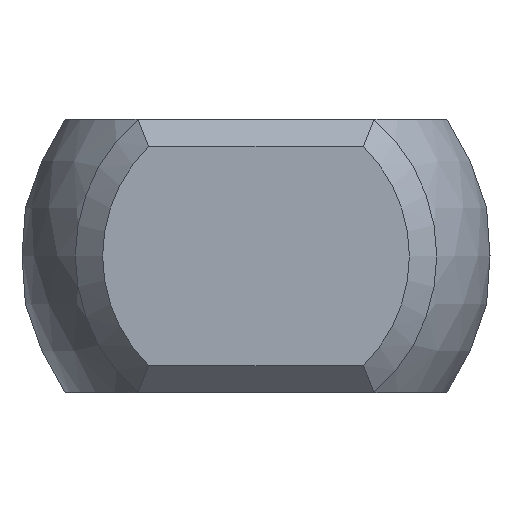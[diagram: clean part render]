
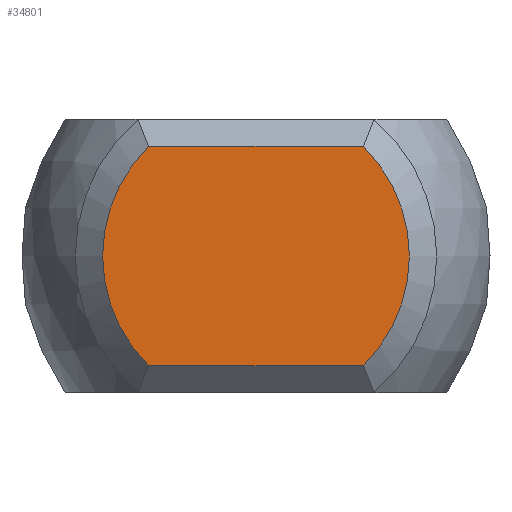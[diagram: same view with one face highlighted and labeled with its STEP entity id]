
A CAD part, left-side view. The second image highlights one B-rep face of the part: STEP entity #34801.
In plain terms, the highlighted planar face has unit normal (-1, 0, 0).
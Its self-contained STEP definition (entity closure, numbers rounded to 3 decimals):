
#33518 = PLANE('',#33519);
#33519 = AXIS2_PLACEMENT_3D('',#33520,#33521,#33522);
#33520 = CARTESIAN_POINT('',(-27.875,3.125,2.25));
#33521 = DIRECTION('',(0.707,0.,-0.707));
#33522 = DIRECTION('',(-0.707,0.,-0.707));
#34437 = EDGE_CURVE('',#34438,#34440,#34442,.T.);
#34438 = VERTEX_POINT('',#34439);
#34439 = CARTESIAN_POINT('',(-28.125,-1.96,-2.));
#34440 = VERTEX_POINT('',#34441);
#34441 = CARTESIAN_POINT('',(-28.125,-1.96,2.));
#34442 = SURFACE_CURVE('',#34443,(#34448,#34460),.PCURVE_S1.);
#34443 = CIRCLE('',#34444,2.8);
#34444 = AXIS2_PLACEMENT_3D('',#34445,#34446,#34447);
#34445 = CARTESIAN_POINT('',(-28.125,0.,0.));
#34446 = DIRECTION('',(-1.,0.,0.));
#34447 = DIRECTION('',(0.,-1.,0.));
#34448 = PCURVE('',#34449,#34454);
#34449 = CONICAL_SURFACE('',#34450,3.05,0.785);
#34450 = AXIS2_PLACEMENT_3D('',#34451,#34452,#34453);
#34451 = CARTESIAN_POINT('',(-27.875,0.,0.));
#34452 = DIRECTION('',(1.,0.,0.));
#34453 = DIRECTION('',(0.,-1.,0.));
#34454 = DEFINITIONAL_REPRESENTATION('',(#34455),#34459);
#34455 = LINE('',#34456,#34457);
#34456 = CARTESIAN_POINT('',(6.283,-0.25));
#34457 = VECTOR('',#34458,1.);
#34458 = DIRECTION('',(-1.,0.));
#34459 = ( GEOMETRIC_REPRESENTATION_CONTEXT(2) 
PARAMETRIC_REPRESENTATION_CONTEXT() REPRESENTATION_CONTEXT('2D SPACE',''
  ) );
#34460 = PCURVE('',#34461,#34466);
#34461 = PLANE('',#34462);
#34462 = AXIS2_PLACEMENT_3D('',#34463,#34464,#34465);
#34463 = CARTESIAN_POINT('',(-28.125,0.,0.));
#34464 = DIRECTION('',(1.,0.,0.));
#34465 = DIRECTION('',(0.,0.,-1.));
#34466 = DEFINITIONAL_REPRESENTATION('',(#34467),#34475);
#34467 = ( BOUNDED_CURVE() B_SPLINE_CURVE(2,(#34468,#34469,#34470,#34471
    ,#34472,#34473,#34474),.UNSPECIFIED.,.T.,.F.) 
B_SPLINE_CURVE_WITH_KNOTS((1,2,2,2,2,1),(-2.094,0.,
    2.094,4.189,6.283,8.378),
.UNSPECIFIED.) CURVE() GEOMETRIC_REPRESENTATION_ITEM() 
RATIONAL_B_SPLINE_CURVE((1.,0.5,1.,0.5,1.,0.5,1.)) REPRESENTATION_ITEM(
  '') );
#34468 = CARTESIAN_POINT('',(0.,-2.8));
#34469 = CARTESIAN_POINT('',(-4.85,-2.8));
#34470 = CARTESIAN_POINT('',(-2.425,1.4));
#34471 = CARTESIAN_POINT('',(0.,5.6));
#34472 = CARTESIAN_POINT('',(2.425,1.4));
#34473 = CARTESIAN_POINT('',(4.85,-2.8));
#34474 = CARTESIAN_POINT('',(0.,-2.8));
#34475 = ( GEOMETRIC_REPRESENTATION_CONTEXT(2) 
PARAMETRIC_REPRESENTATION_CONTEXT() REPRESENTATION_CONTEXT('2D SPACE',''
  ) );
#34493 = PLANE('',#34494);
#34494 = AXIS2_PLACEMENT_3D('',#34495,#34496,#34497);
#34495 = CARTESIAN_POINT('',(-27.875,-3.125,-2.25));
#34496 = DIRECTION('',(0.707,0.,0.707)
  );
#34497 = DIRECTION('',(0.707,0.,-0.707));
#34553 = EDGE_CURVE('',#34440,#34554,#34556,.T.);
#34554 = VERTEX_POINT('',#34555);
#34555 = CARTESIAN_POINT('',(-28.125,1.96,2.));
#34556 = SURFACE_CURVE('',#34557,(#34561,#34568),.PCURVE_S1.);
#34557 = LINE('',#34558,#34559);
#34558 = CARTESIAN_POINT('',(-28.125,3.125,2.));
#34559 = VECTOR('',#34560,1.);
#34560 = DIRECTION('',(0.,1.,0.));
#34561 = PCURVE('',#33518,#34562);
#34562 = DEFINITIONAL_REPRESENTATION('',(#34563),#34567);
#34563 = LINE('',#34564,#34565);
#34564 = CARTESIAN_POINT('',(0.354,0.));
#34565 = VECTOR('',#34566,1.);
#34566 = DIRECTION('',(0.,1.));
#34567 = ( GEOMETRIC_REPRESENTATION_CONTEXT(2) 
PARAMETRIC_REPRESENTATION_CONTEXT() REPRESENTATION_CONTEXT('2D SPACE',''
  ) );
#34568 = PCURVE('',#34461,#34569);
#34569 = DEFINITIONAL_REPRESENTATION('',(#34570),#34574);
#34570 = LINE('',#34571,#34572);
#34571 = CARTESIAN_POINT('',(-2.,3.125));
#34572 = VECTOR('',#34573,1.);
#34573 = DIRECTION('',(0.,1.));
#34574 = ( GEOMETRIC_REPRESENTATION_CONTEXT(2) 
PARAMETRIC_REPRESENTATION_CONTEXT() REPRESENTATION_CONTEXT('2D SPACE',''
  ) );
#34594 = CONICAL_SURFACE('',#34595,3.05,0.785);
#34595 = AXIS2_PLACEMENT_3D('',#34596,#34597,#34598);
#34596 = CARTESIAN_POINT('',(-27.875,0.,0.));
#34597 = DIRECTION('',(1.,0.,0.));
#34598 = DIRECTION('',(-0.,1.,0.));
#34608 = EDGE_CURVE('',#34554,#34609,#34611,.T.);
#34609 = VERTEX_POINT('',#34610);
#34610 = CARTESIAN_POINT('',(-28.125,1.96,-2.));
#34611 = SURFACE_CURVE('',#34612,(#34617,#34624),.PCURVE_S1.);
#34612 = CIRCLE('',#34613,2.8);
#34613 = AXIS2_PLACEMENT_3D('',#34614,#34615,#34616);
#34614 = CARTESIAN_POINT('',(-28.125,0.,0.));
#34615 = DIRECTION('',(-1.,0.,0.));
#34616 = DIRECTION('',(0.,1.,0.));
#34617 = PCURVE('',#34594,#34618);
#34618 = DEFINITIONAL_REPRESENTATION('',(#34619),#34623);
#34619 = LINE('',#34620,#34621);
#34620 = CARTESIAN_POINT('',(6.283,-0.25));
#34621 = VECTOR('',#34622,1.);
#34622 = DIRECTION('',(-1.,0.));
#34623 = ( GEOMETRIC_REPRESENTATION_CONTEXT(2) 
PARAMETRIC_REPRESENTATION_CONTEXT() REPRESENTATION_CONTEXT('2D SPACE',''
  ) );
#34624 = PCURVE('',#34461,#34625);
#34625 = DEFINITIONAL_REPRESENTATION('',(#34626),#34634);
#34626 = ( BOUNDED_CURVE() B_SPLINE_CURVE(2,(#34627,#34628,#34629,#34630
    ,#34631,#34632,#34633),.UNSPECIFIED.,.T.,.F.) 
B_SPLINE_CURVE_WITH_KNOTS((1,2,2,2,2,1),(-2.094,0.,
    2.094,4.189,6.283,8.378),
.UNSPECIFIED.) CURVE() GEOMETRIC_REPRESENTATION_ITEM() 
RATIONAL_B_SPLINE_CURVE((1.,0.5,1.,0.5,1.,0.5,1.)) REPRESENTATION_ITEM(
  '') );
#34627 = CARTESIAN_POINT('',(0.,2.8));
#34628 = CARTESIAN_POINT('',(4.85,2.8));
#34629 = CARTESIAN_POINT('',(2.425,-1.4));
#34630 = CARTESIAN_POINT('',(0.,-5.6));
#34631 = CARTESIAN_POINT('',(-2.425,-1.4));
#34632 = CARTESIAN_POINT('',(-4.85,2.8));
#34633 = CARTESIAN_POINT('',(0.,2.8));
#34634 = ( GEOMETRIC_REPRESENTATION_CONTEXT(2) 
PARAMETRIC_REPRESENTATION_CONTEXT() REPRESENTATION_CONTEXT('2D SPACE',''
  ) );
#34708 = EDGE_CURVE('',#34609,#34438,#34709,.T.);
#34709 = SURFACE_CURVE('',#34710,(#34714,#34721),.PCURVE_S1.);
#34710 = LINE('',#34711,#34712);
#34711 = CARTESIAN_POINT('',(-28.125,-3.125,-2.));
#34712 = VECTOR('',#34713,1.);
#34713 = DIRECTION('',(0.,-1.,0.));
#34714 = PCURVE('',#34493,#34715);
#34715 = DEFINITIONAL_REPRESENTATION('',(#34716),#34720);
#34716 = LINE('',#34717,#34718);
#34717 = CARTESIAN_POINT('',(-0.354,0.));
#34718 = VECTOR('',#34719,1.);
#34719 = DIRECTION('',(0.,-1.));
#34720 = ( GEOMETRIC_REPRESENTATION_CONTEXT(2) 
PARAMETRIC_REPRESENTATION_CONTEXT() REPRESENTATION_CONTEXT('2D SPACE',''
  ) );
#34721 = PCURVE('',#34461,#34722);
#34722 = DEFINITIONAL_REPRESENTATION('',(#34723),#34727);
#34723 = LINE('',#34724,#34725);
#34724 = CARTESIAN_POINT('',(2.,-3.125));
#34725 = VECTOR('',#34726,1.);
#34726 = DIRECTION('',(0.,-1.));
#34727 = ( GEOMETRIC_REPRESENTATION_CONTEXT(2) 
PARAMETRIC_REPRESENTATION_CONTEXT() REPRESENTATION_CONTEXT('2D SPACE',''
  ) );
#34801 = ADVANCED_FACE('',(#34802),#34461,.F.);
#34802 = FACE_BOUND('',#34803,.T.);
#34803 = EDGE_LOOP('',(#34804,#34805,#34806,#34807));
#34804 = ORIENTED_EDGE('',*,*,#34437,.T.);
#34805 = ORIENTED_EDGE('',*,*,#34553,.T.);
#34806 = ORIENTED_EDGE('',*,*,#34608,.T.);
#34807 = ORIENTED_EDGE('',*,*,#34708,.T.);
